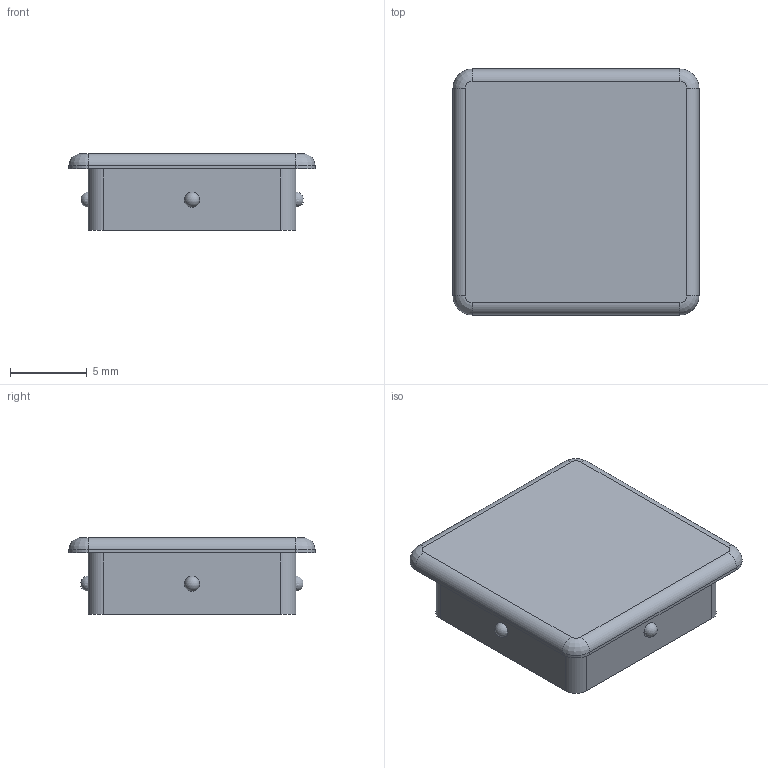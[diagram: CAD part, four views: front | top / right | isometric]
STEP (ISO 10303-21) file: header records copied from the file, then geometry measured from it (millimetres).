
FILE_DESCRIPTION(('FreeCAD Model'),'2;1');
FILE_NAME('Open CASCADE Shape Model','2025-04-19T21:06:45',(''),(''), 'Open CASCADE STEP processor 7.8','FreeCAD','Unknown');
FILE_SCHEMA(('AUTOMOTIVE_DESIGN { 1 0 10303 214 1 1 1 1 }'));
Length unit declared in the file: millimetre
Products named in the file (1): Body
Bounding box: 16 x 16 x 5 mm (x, y, z)
Volume: 522.1 mm3; surface area: 910.9 mm2
Topology: 1 solids, 1 shells, 40 faces, 104 edges, 64 vertices
Faces by surface type: plane 16, cylinder 16, revolution 4, sphere 4
Entity records: 1246 total; most frequent: CARTESIAN_POINT 241, DIRECTION 218, ORIENTED_EDGE 192, EDGE_CURVE 96, AXIS2_PLACEMENT_3D 81, VERTEX_POINT 64, LINE 52, VECTOR 52
